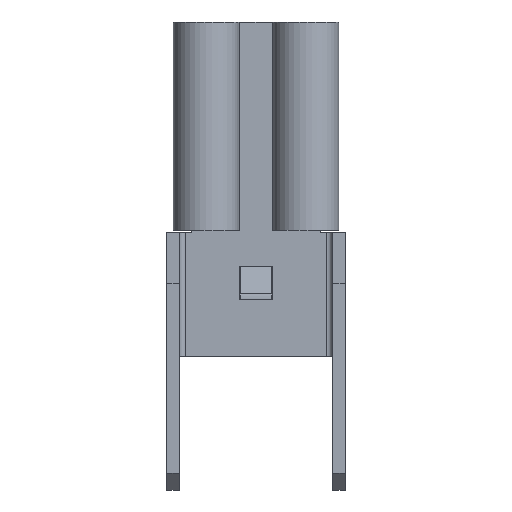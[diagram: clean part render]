
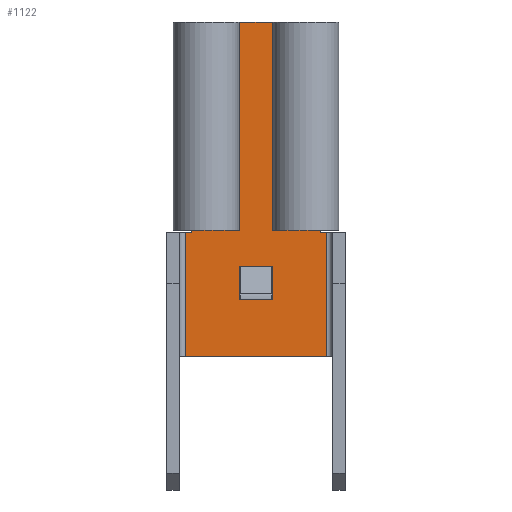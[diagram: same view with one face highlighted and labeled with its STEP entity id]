
A CAD part, top view. The second image highlights one B-rep face of the part: STEP entity #1122.
In plain terms, the highlighted planar face has unit normal (0, 0, 1).
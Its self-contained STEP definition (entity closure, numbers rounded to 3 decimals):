
#22 = EDGE_CURVE ( 'NONE', #1392, #2016, #366, .T. ) ;
#29 = CARTESIAN_POINT ( 'NONE',  ( -0.4, 4.542, -1.01 ) ) ;
#48 = EDGE_CURVE ( 'NONE', #1629, #631, #1074, .T. ) ;
#50 = VERTEX_POINT ( 'NONE', #1863 ) ;
#76 = CARTESIAN_POINT ( 'NONE',  ( 1.53, 11.18, -1.01 ) ) ;
#145 = LINE ( 'NONE', #321, #783 ) ;
#161 = VERTEX_POINT ( 'NONE', #1655 ) ;
#187 = CARTESIAN_POINT ( 'NONE',  ( 0., 6.15, -1.01 ) ) ;
#206 = LINE ( 'NONE', #1017, #1591 ) ;
#220 = CARTESIAN_POINT ( 'NONE',  ( -1.685, 6.15, -1.01 ) ) ;
#281 = VECTOR ( 'NONE', #1825, 1000. ) ;
#288 = DIRECTION ( 'NONE',  ( 0., -1., 0. ) ) ;
#321 = CARTESIAN_POINT ( 'NONE',  ( 0.4, 4.542, -1.01 ) ) ;
#366 = LINE ( 'NONE', #1737, #1798 ) ;
#370 = EDGE_CURVE ( 'NONE', #161, #1629, #1160, .T. ) ;
#396 = VECTOR ( 'NONE', #749, 1000. ) ;
#406 = DIRECTION ( 'NONE',  ( 0., 0., -1. ) ) ;
#427 = VERTEX_POINT ( 'NONE', #496 ) ;
#432 = ORIENTED_EDGE ( 'NONE', *, *, #1002, .F. ) ;
#438 = CARTESIAN_POINT ( 'NONE',  ( 0.4, 4.542, -1.01 ) ) ;
#453 = ORIENTED_EDGE ( 'NONE', *, *, #1098, .F. ) ;
#460 = CARTESIAN_POINT ( 'NONE',  ( -1.53, 6.2, -1.01 ) ) ;
#468 = CARTESIAN_POINT ( 'NONE',  ( 0., 3.18, -1.01 ) ) ;
#480 = CARTESIAN_POINT ( 'NONE',  ( 1.685, 6.15, -1.01 ) ) ;
#496 = CARTESIAN_POINT ( 'NONE',  ( 0.4, 5.342, -1.01 ) ) ;
#515 = CARTESIAN_POINT ( 'NONE',  ( -1.53, 6.2, -1.01 ) ) ;
#553 = ORIENTED_EDGE ( 'NONE', *, *, #48, .F. ) ;
#565 = DIRECTION ( 'NONE',  ( 0., -1., 0. ) ) ;
#575 = CARTESIAN_POINT ( 'NONE',  ( 1.685, 6.15, -1.01 ) ) ;
#583 = CARTESIAN_POINT ( 'NONE',  ( 0., 6.15, -1.01 ) ) ;
#603 = VECTOR ( 'NONE', #845, 1000. ) ;
#622 = EDGE_CURVE ( 'NONE', #427, #793, #1523, .T. ) ;
#626 = VECTOR ( 'NONE', #1084, 1000. ) ;
#630 = VERTEX_POINT ( 'NONE', #2337 ) ;
#631 = VERTEX_POINT ( 'NONE', #2332 ) ;
#635 = CARTESIAN_POINT ( 'NONE',  ( -1.53, 11.18, -1.01 ) ) ;
#684 = ORIENTED_EDGE ( 'NONE', *, *, #622, .F. ) ;
#687 = LINE ( 'NONE', #583, #1619 ) ;
#692 = DIRECTION ( 'NONE',  ( 1., 0., 0. ) ) ;
#699 = EDGE_CURVE ( 'NONE', #50, #161, #2108, .T. ) ;
#710 = CARTESIAN_POINT ( 'NONE',  ( -0.4, 4.542, -1.01 ) ) ;
#732 = VECTOR ( 'NONE', #288, 1000. ) ;
#737 = CARTESIAN_POINT ( 'NONE',  ( -1.53, 11.18, -1.01 ) ) ;
#741 = ORIENTED_EDGE ( 'NONE', *, *, #699, .F. ) ;
#749 = DIRECTION ( 'NONE',  ( 0., -1., 0. ) ) ;
#758 = VECTOR ( 'NONE', #1481, 1000. ) ;
#783 = VECTOR ( 'NONE', #1047, 1000. ) ;
#793 = VERTEX_POINT ( 'NONE', #2139 ) ;
#808 = VECTOR ( 'NONE', #2213, 1000. ) ;
#820 = DIRECTION ( 'NONE',  ( 0., -1., 0. ) ) ;
#830 = ORIENTED_EDGE ( 'NONE', *, *, #1943, .T. ) ;
#832 = LINE ( 'NONE', #1372, #603 ) ;
#836 = VECTOR ( 'NONE', #820, 1000. ) ;
#845 = DIRECTION ( 'NONE',  ( -1., 0., 0. ) ) ;
#866 = VERTEX_POINT ( 'NONE', #438 ) ;
#879 = CARTESIAN_POINT ( 'NONE',  ( 1.685, 3.18, -1.01 ) ) ;
#898 = EDGE_CURVE ( 'NONE', #1558, #1458, #832, .T. ) ;
#908 = CARTESIAN_POINT ( 'NONE',  ( -0.4, 5.342, -1.01 ) ) ;
#922 = ORIENTED_EDGE ( 'NONE', *, *, #2309, .T. ) ;
#1000 = VERTEX_POINT ( 'NONE', #480 ) ;
#1002 = EDGE_CURVE ( 'NONE', #1558, #866, #206, .T. ) ;
#1017 = CARTESIAN_POINT ( 'NONE',  ( -0.4, 4.542, -1.01 ) ) ;
#1034 = EDGE_CURVE ( 'NONE', #630, #1458, #2063, .T. ) ;
#1047 = DIRECTION ( 'NONE',  ( 0., 1., 0. ) ) ;
#1055 = LINE ( 'NONE', #635, #808 ) ;
#1074 = LINE ( 'NONE', #1819, #396 ) ;
#1084 = DIRECTION ( 'NONE',  ( 1., 0., 0. ) ) ;
#1094 = DIRECTION ( 'NONE',  ( 1., 0., 0. ) ) ;
#1098 = EDGE_CURVE ( 'NONE', #631, #1000, #687, .T. ) ;
#1122 = ADVANCED_FACE ( 'NONE', ( #1976, #1812 ), #1816, .F. ) ;
#1124 = LINE ( 'NONE', #575, #2247 ) ;
#1152 = LINE ( 'NONE', #220, #1540 ) ;
#1160 = LINE ( 'NONE', #76, #732 ) ;
#1207 = EDGE_CURVE ( 'NONE', #50, #2218, #1055, .T. ) ;
#1260 = DIRECTION ( 'NONE',  ( 1., 0., 0. ) ) ;
#1274 = EDGE_CURVE ( 'NONE', #866, #427, #145, .T. ) ;
#1372 = CARTESIAN_POINT ( 'NONE',  ( 0.38, 4.542, -1.01 ) ) ;
#1392 = VERTEX_POINT ( 'NONE', #2103 ) ;
#1458 = VERTEX_POINT ( 'NONE', #1605 ) ;
#1471 = DIRECTION ( 'NONE',  ( -1., 0., 0. ) ) ;
#1481 = DIRECTION ( 'NONE',  ( 0., -1., 0. ) ) ;
#1490 = EDGE_LOOP ( 'NONE', ( #684, #1603, #432, #2117, #1695, #2178 ) ) ;
#1498 = DIRECTION ( 'NONE',  ( 0., -1., 0. ) ) ;
#1512 = CARTESIAN_POINT ( 'NONE',  ( 1.53, 6.2, -1.01 ) ) ;
#1523 = LINE ( 'NONE', #908, #2140 ) ;
#1540 = VECTOR ( 'NONE', #1498, 1000. ) ;
#1558 = VERTEX_POINT ( 'NONE', #2000 ) ;
#1562 = EDGE_CURVE ( 'NONE', #1000, #1831, #1124, .T. ) ;
#1576 = ORIENTED_EDGE ( 'NONE', *, *, #22, .F. ) ;
#1591 = VECTOR ( 'NONE', #1260, 1000. ) ;
#1596 = EDGE_LOOP ( 'NONE', ( #830, #2028, #2293, #453, #553, #1805, #741, #1607, #922, #1576 ) ) ;
#1603 = ORIENTED_EDGE ( 'NONE', *, *, #1274, .F. ) ;
#1605 = CARTESIAN_POINT ( 'NONE',  ( -0.38, 4.542, -1.01 ) ) ;
#1607 = ORIENTED_EDGE ( 'NONE', *, *, #1207, .T. ) ;
#1614 = AXIS2_PLACEMENT_3D ( 'NONE', #187, #406, #1471 ) ;
#1619 = VECTOR ( 'NONE', #1999, 1000. ) ;
#1629 = VERTEX_POINT ( 'NONE', #1512 ) ;
#1649 = LINE ( 'NONE', #29, #758 ) ;
#1655 = CARTESIAN_POINT ( 'NONE',  ( 1.53, 11.18, -1.01 ) ) ;
#1693 = CARTESIAN_POINT ( 'NONE',  ( -1.53, 6.15, -1.01 ) ) ;
#1695 = ORIENTED_EDGE ( 'NONE', *, *, #1034, .F. ) ;
#1723 = EDGE_CURVE ( 'NONE', #2038, #1831, #2328, .T. ) ;
#1737 = CARTESIAN_POINT ( 'NONE',  ( 0., 6.15, -1.01 ) ) ;
#1798 = VECTOR ( 'NONE', #1094, 1000. ) ;
#1805 = ORIENTED_EDGE ( 'NONE', *, *, #370, .F. ) ;
#1812 = FACE_OUTER_BOUND ( 'NONE', #1596, .T. ) ;
#1816 = PLANE ( 'NONE',  #1614 ) ;
#1819 = CARTESIAN_POINT ( 'NONE',  ( 1.53, 6.2, -1.01 ) ) ;
#1825 = DIRECTION ( 'NONE',  ( 1., 0., 0. ) ) ;
#1831 = VERTEX_POINT ( 'NONE', #879 ) ;
#1863 = CARTESIAN_POINT ( 'NONE',  ( -1.53, 11.18, -1.01 ) ) ;
#1869 = LINE ( 'NONE', #460, #836 ) ;
#1871 = EDGE_CURVE ( 'NONE', #793, #630, #1649, .T. ) ;
#1880 = CARTESIAN_POINT ( 'NONE',  ( -1.685, 3.18, -1.01 ) ) ;
#1943 = EDGE_CURVE ( 'NONE', #1392, #2038, #1152, .T. ) ;
#1976 = FACE_BOUND ( 'NONE', #1490, .T. ) ;
#1987 = DIRECTION ( 'NONE',  ( -1., 0., 0. ) ) ;
#1999 = DIRECTION ( 'NONE',  ( 1., 0., 0. ) ) ;
#2000 = CARTESIAN_POINT ( 'NONE',  ( 0.38, 4.542, -1.01 ) ) ;
#2016 = VERTEX_POINT ( 'NONE', #1693 ) ;
#2028 = ORIENTED_EDGE ( 'NONE', *, *, #1723, .T. ) ;
#2038 = VERTEX_POINT ( 'NONE', #1880 ) ;
#2063 = LINE ( 'NONE', #710, #626 ) ;
#2103 = CARTESIAN_POINT ( 'NONE',  ( -1.685, 6.15, -1.01 ) ) ;
#2108 = LINE ( 'NONE', #737, #281 ) ;
#2117 = ORIENTED_EDGE ( 'NONE', *, *, #898, .T. ) ;
#2139 = CARTESIAN_POINT ( 'NONE',  ( -0.4, 5.342, -1.01 ) ) ;
#2140 = VECTOR ( 'NONE', #1987, 1000. ) ;
#2178 = ORIENTED_EDGE ( 'NONE', *, *, #1871, .F. ) ;
#2213 = DIRECTION ( 'NONE',  ( 0., -1., 0. ) ) ;
#2218 = VERTEX_POINT ( 'NONE', #515 ) ;
#2247 = VECTOR ( 'NONE', #565, 1000. ) ;
#2268 = VECTOR ( 'NONE', #692, 1000. ) ;
#2293 = ORIENTED_EDGE ( 'NONE', *, *, #1562, .F. ) ;
#2309 = EDGE_CURVE ( 'NONE', #2218, #2016, #1869, .T. ) ;
#2328 = LINE ( 'NONE', #468, #2268 ) ;
#2332 = CARTESIAN_POINT ( 'NONE',  ( 1.53, 6.15, -1.01 ) ) ;
#2337 = CARTESIAN_POINT ( 'NONE',  ( -0.4, 4.542, -1.01 ) ) ;
